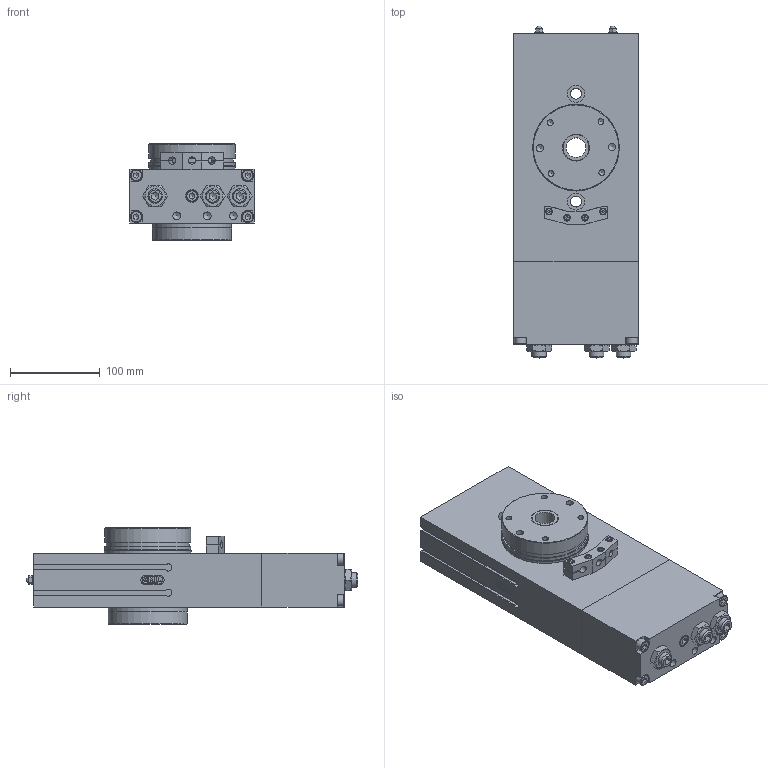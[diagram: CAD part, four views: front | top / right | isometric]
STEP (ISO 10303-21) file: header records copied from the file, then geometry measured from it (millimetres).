
FILE_DESCRIPTION(/* description */ (''),/* implementation_level */ '2;1');
FILE_NAME(/* name */ 'PAO 50-D-F8-N-V3-RO.stp',/* time_stamp */ '2021-09-22T11:30:44+02:00',/* author */ ('Emilio'),/* organization */ (''),/* preprocessor_version */ 'ST-DEVELOPER v17.2',/* originating_system */ 'Autodesk Inventor 2019',/* authorisation */ '');
FILE_SCHEMA (('AUTOMOTIVE_DESIGN { 1 0 10303 214 3 1 1 }'));
Length unit declared in the file: millimetre
Products named in the file (16): PAO 50-D-F8-N-V3-RA; PAO-50-CORPO; PAO-50-TESTATA VERS. D; PAO-50-PIGNONE; PAO-50-DISTRIBUTORE CENTRALE; PAO-50-DISTANZIALE; PAO-50-SILENZIATORE; TARGHETTA 22X52; PAO-50-STAFFETTA SENSORI; ISO 4762 - M4 x 8ISO; ISO 4762 - M4 x 30ISO; ISO 4762 - M6 x 20ISO; ISO 4762 - M5 x 20ISO; ANSI B18.3.1M - M8x1,25 x 100(1); AS 1421 - M16 x 55 punta piana; DIN EN ISO 4035 - M16
Assembly tree (30 placements, depth 2):
  PAO 50-D-F8-N-V3-RA
    PAO-50-CORPO
    PAO-50-TESTATA VERS. D
    PAO-50-PIGNONE
    PAO-50-DISTRIBUTORE CENTRALE
    PAO-50-DISTANZIALE
    PAO-50-SILENZIATORE  x2
    TARGHETTA 22X52
    ANSI B18.3.1M - M8x1,25 x 100(1)  x5
    PAO-50-STAFFETTA SENSORI
    ISO 4762 - M4 x 8ISO  x2
    ISO 4762 - M4 x 30ISO  x2
    ISO 4762 - M6 x 20ISO  x2
    ISO 4762 - M5 x 20ISO  x4
    AS 1421 - M16 x 55 punta piana  x3
    DIN EN ISO 4035 - M16  x3
Bounding box: 138.01 x 369.4 x 107 mm (x, y, z)
Volume: 3073137.5 mm3; surface area: 344295.9 mm2
Topology: 30 solids, 30 shells, 827 faces, 2281 edges, 1570 vertices
Faces by surface type: plane 467, cylinder 142, bspline 99, cone 85, torus 32, sphere 2
Full cylindrical faces by diameter (mm): 2.816 x1, 3.242 x4, 4 x4, 4.134 x2, 4.5 x5, 5 x4, 5.5 x4, 6 x2, 6.5 x8, 6.647 x4, 7 x4, 7.5 x4, 8 x9, 8.376 x4, 8.5 x4, 8.566 x3, 9 x5, 9.5 x4, 10 x4, 10.5 x2, 12 x2, 12.2 x2, 13 x5, 13.835 x6, 14 x1, 16 x3, 19 x2, 22 x2, 29.8 x1, 30 x3
Entity records: 21138 total; most frequent: CARTESIAN_POINT 4714, ORIENTED_EDGE 3382, DIRECTION 3012, EDGE_CURVE 1691, VERTEX_POINT 1181, AXIS2_PLACEMENT_3D 1009, LINE 994, VECTOR 994
